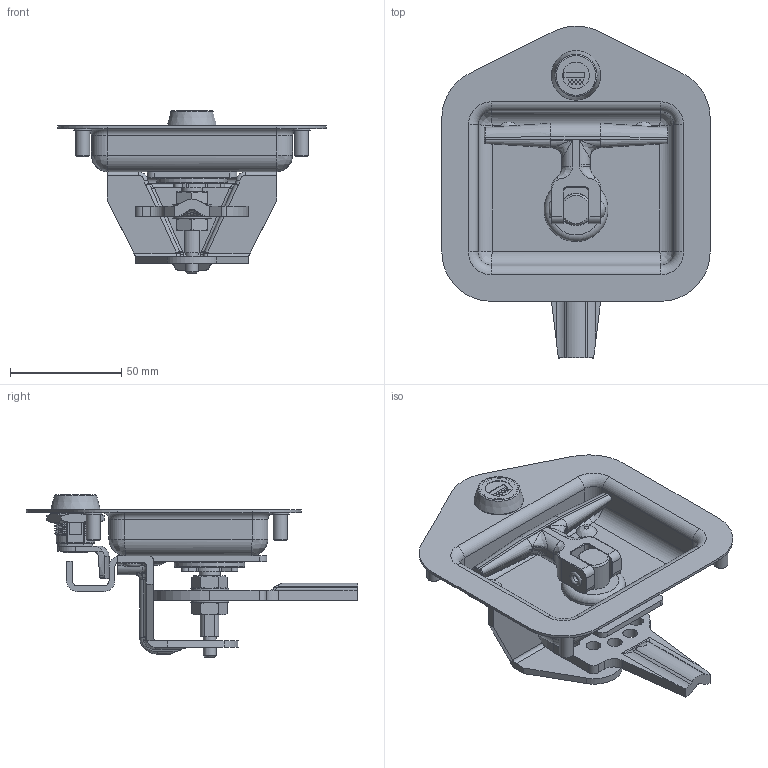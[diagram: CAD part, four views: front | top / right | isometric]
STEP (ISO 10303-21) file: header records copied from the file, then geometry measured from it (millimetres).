
FILE_DESCRIPTION((''),'2;1');
FILE_NAME('40-8400DB-SSR.stp','2012-10-12T11:10:56',('fredp'),(''),'Autodesk Inventor 2012','Autodesk Inventor 2012','');
FILE_SCHEMA(('AUTOMOTIVE_DESIGN { 1 0 10303 214 1 1 1 1 }'));
Length unit declared in the file: inch
Products named in the file (1): 40-8400DB-SSR
Bounding box: 120.65 x 149.22 x 73.06 mm (x, y, z)
Volume: 92078.3 mm3; surface area: 89164.2 mm2
Topology: 31 solids, 31 shells, 1953 faces, 5161 edges, 3332 vertices
Faces by surface type: plane 879, cylinder 470, bspline 422, torus 128, cone 48, sphere 6
Full cylindrical faces by diameter (mm): 0.843 x4, 3.454 x1, 4.445 x1, 4.699 x1, 4.737 x2, 4.94 x2, 4.978 x4, 5.004 x1, 5.715 x1, 5.842 x1, 5.969 x1, 6.35 x4, 6.629 x12, 7.176 x1, 7.239 x1, 7.29 x1, 7.938 x2, 8.001 x4, 8.122 x2, 9.525 x1, 12.014 x1, 12.662 x2, 12.802 x1, 14.275 x1, 14.681 x2, 15.9 x1, 15.926 x1, 16.307 x1, 16.535 x1, 16.891 x1
Entity records: 74777 total; most frequent: CARTESIAN_POINT 27674, ORIENTED_EDGE 10058, DIRECTION 7998, EDGE_CURVE 5029, VERTEX_POINT 3316, AXIS2_PLACEMENT_3D 2711, VECTOR 2576, LINE 2576
